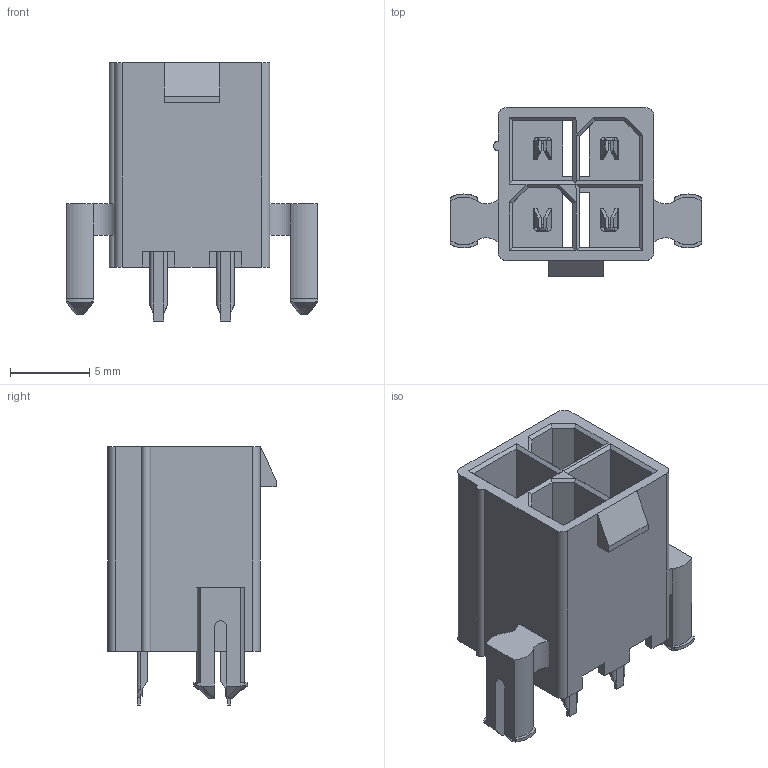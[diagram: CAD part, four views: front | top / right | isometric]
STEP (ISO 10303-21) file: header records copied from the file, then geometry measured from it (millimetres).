
FILE_DESCRIPTION (( 'STEP AP214' ), '1' );
FILE_NAME ('FWF42008-D04S22TK-REF.STEP', '2025-09-02T02:48:28', ( '' ), ( '' ), 'SwSTEP 2.0', 'SolidWorks 2021', '' );
FILE_SCHEMA (( 'AUTOMOTIVE_DESIGN' ));
Length unit declared in the file: millimetre
Products named in the file (1): FWF42008-D04S22TK-REF
Bounding box: 15.8 x 10.6 x 16.25 mm (x, y, z)
Volume: 657.3 mm3; surface area: 1699.9 mm2
Topology: 1 solids, 1 shells, 428 faces, 1103 edges, 680 vertices
Faces by surface type: plane 324, cylinder 84, bspline 20
Entity records: 13117 total; most frequent: CARTESIAN_POINT 3008, ORIENTED_EDGE 2206, DIRECTION 1921, EDGE_CURVE 1103, LINE 863, VECTOR 863, VERTEX_POINT 680, AXIS2_PLACEMENT_3D 529
